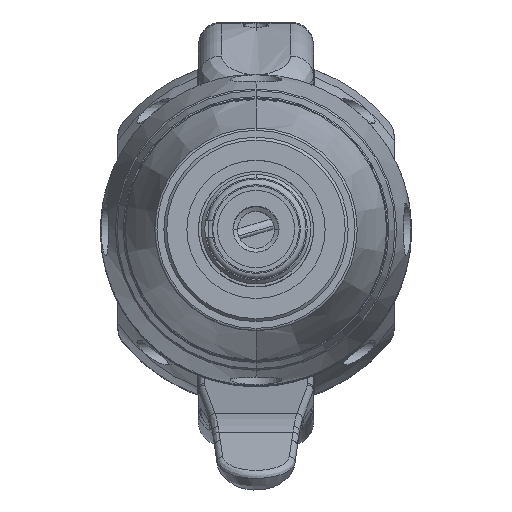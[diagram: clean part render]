
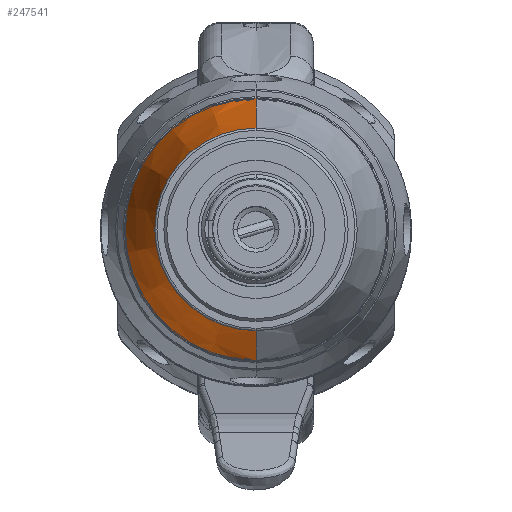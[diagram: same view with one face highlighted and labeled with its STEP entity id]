
A CAD part, top view. The second image highlights one B-rep face of the part: STEP entity #247541.
In plain terms, the highlighted conical face has half-angle 15.376 degrees and reference radius 10.11 mm.
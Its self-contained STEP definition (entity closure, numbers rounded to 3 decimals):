
#247235=CARTESIAN_POINT('',(0.,0.,0.253));
#247236=DIRECTION('',(0.,0.,1.));
#247237=DIRECTION('',(0.,1.,0.));
#247238=AXIS2_PLACEMENT_3D('',#247235,#247236,#247237);
#247243=DIRECTION('',(0.,-0.265,0.964));
#247244=VECTOR('',#247243,9.956);
#247245=CARTESIAN_POINT('',(0.,11.43,
0.253));
#247246=LINE('',#247245,#247244);
#247250=CARTESIAN_POINT('',(0.,0.,9.853));
#247251=DIRECTION('',(0.,0.,1.));
#247252=DIRECTION('',(0.,1.,0.));
#247253=AXIS2_PLACEMENT_3D('',#247250,#247251,#247252);
#247258=DIRECTION('',(0.,0.265,0.964));
#247259=VECTOR('',#247258,9.956);
#247260=CARTESIAN_POINT('',(0.,-11.43,
0.253));
#247261=LINE('',#247260,#247259);
#247321=CARTESIAN_POINT('',(0.,-11.43,0.253));
#247322=CARTESIAN_POINT('',(0.,11.43,0.253));
#247323=VERTEX_POINT('',#247321);
#247324=VERTEX_POINT('',#247322);
#247333=CARTESIAN_POINT('',(0.,-8.79,9.853));
#247334=CARTESIAN_POINT('',(0.,8.79,9.853));
#247335=VERTEX_POINT('',#247333);
#247336=VERTEX_POINT('',#247334);
#247527=CARTESIAN_POINT('',(0.,0.,5.053));
#247528=DIRECTION('',(0.,0.,-1.));
#247529=DIRECTION('',(0.,-1.,0.));
#247530=AXIS2_PLACEMENT_3D('',#247527,#247528,#247529);
#247531=CONICAL_SURFACE('',#247530,10.11,15.376);
#247533=ORIENTED_EDGE('',*,*,#247532,.F.);
#247535=ORIENTED_EDGE('',*,*,#247534,.T.);
#247536=ORIENTED_EDGE('',*,*,#247521,.T.);
#247538=ORIENTED_EDGE('',*,*,#247537,.F.);
#247539=EDGE_LOOP('',(#247533,#247535,#247536,#247538));
#247540=FACE_OUTER_BOUND('',#247539,.F.);
#247541=ADVANCED_FACE('',(#247540),#247531,.T.);
#247239=CIRCLE('',#247238,11.43);
#247254=CIRCLE('',#247253,8.79);
#247521=EDGE_CURVE('',#247336,#247335,#247254,.T.);
#247532=EDGE_CURVE('',#247324,#247323,#247239,.T.);
#247534=EDGE_CURVE('',#247324,#247336,#247246,.T.);
#247537=EDGE_CURVE('',#247323,#247335,#247261,.T.);
